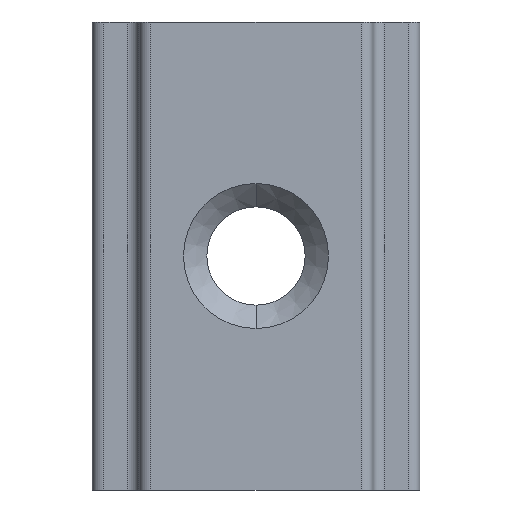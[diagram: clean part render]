
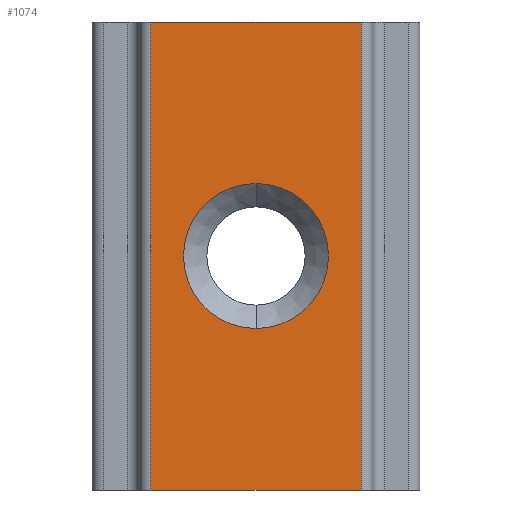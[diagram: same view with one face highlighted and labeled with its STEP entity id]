
A CAD part, front view. The second image highlights one B-rep face of the part: STEP entity #1074.
In plain terms, the highlighted planar face has unit normal (0, -1, 0).
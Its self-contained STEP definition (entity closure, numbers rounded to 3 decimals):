
#19 = VERTEX_POINT ( 'NONE', #895 ) ;
#21 = AXIS2_PLACEMENT_3D ( 'NONE', #119, #633, #699 ) ;
#62 = CARTESIAN_POINT ( 'NONE',  ( 0., 0., 10. ) ) ;
#63 = EDGE_CURVE ( 'NONE', #676, #860, #542, .T. ) ;
#83 = LINE ( 'NONE', #998, #95 ) ;
#95 = VECTOR ( 'NONE', #1103, 1000. ) ;
#109 = LINE ( 'NONE', #576, #1011 ) ;
#119 = CARTESIAN_POINT ( 'NONE',  ( -5., 0., 20. ) ) ;
#190 = ORIENTED_EDGE ( 'NONE', *, *, #990, .T. ) ;
#200 = EDGE_CURVE ( 'NONE', #860, #676, #1240, .T. ) ;
#209 = DIRECTION ( 'NONE',  ( 0., 0., 1. ) ) ;
#233 = VECTOR ( 'NONE', #209, 1000. ) ;
#236 = ORIENTED_EDGE ( 'NONE', *, *, #934, .T. ) ;
#239 = AXIS2_PLACEMENT_3D ( 'NONE', #62, #543, #733 ) ;
#260 = ORIENTED_EDGE ( 'NONE', *, *, #63, .T. ) ;
#297 = PLANE ( 'NONE',  #21 ) ;
#313 = DIRECTION ( 'NONE',  ( 0., 0., 1. ) ) ;
#368 = VERTEX_POINT ( 'NONE', #692 ) ;
#397 = ORIENTED_EDGE ( 'NONE', *, *, #474, .F. ) ;
#430 = ORIENTED_EDGE ( 'NONE', *, *, #200, .T. ) ;
#455 = FACE_OUTER_BOUND ( 'NONE', #846, .T. ) ;
#474 = EDGE_CURVE ( 'NONE', #709, #368, #83, .T. ) ;
#532 = EDGE_CURVE ( 'NONE', #709, #665, #981, .T. ) ;
#542 = CIRCLE ( 'NONE', #883, 3.1 ) ;
#543 = DIRECTION ( 'NONE',  ( 0., 1., 0. ) ) ;
#555 = CARTESIAN_POINT ( 'NONE',  ( -4.5, 0., 20. ) ) ;
#576 = CARTESIAN_POINT ( 'NONE',  ( -5., 0., 0. ) ) ;
#631 = CARTESIAN_POINT ( 'NONE',  ( -4.5, 0., 0. ) ) ;
#633 = DIRECTION ( 'NONE',  ( 0., 1., 0. ) ) ;
#665 = VERTEX_POINT ( 'NONE', #631 ) ;
#676 = VERTEX_POINT ( 'NONE', #1107 ) ;
#692 = CARTESIAN_POINT ( 'NONE',  ( 4.5, 0., 20. ) ) ;
#699 = DIRECTION ( 'NONE',  ( 0., 0., 1. ) ) ;
#702 = CARTESIAN_POINT ( 'NONE',  ( -4.5, 0., 20. ) ) ;
#709 = VERTEX_POINT ( 'NONE', #555 ) ;
#733 = DIRECTION ( 'NONE',  ( 0., 0., 1. ) ) ;
#846 = EDGE_LOOP ( 'NONE', ( #397, #1024, #190, #236 ) ) ;
#860 = VERTEX_POINT ( 'NONE', #1251 ) ;
#883 = AXIS2_PLACEMENT_3D ( 'NONE', #890, #899, #313 ) ;
#890 = CARTESIAN_POINT ( 'NONE',  ( 0., 0., 10. ) ) ;
#895 = CARTESIAN_POINT ( 'NONE',  ( 4.5, 0., 0. ) ) ;
#897 = DIRECTION ( 'NONE',  ( 0., 0., -1. ) ) ;
#899 = DIRECTION ( 'NONE',  ( 0., 1., 0. ) ) ;
#934 = EDGE_CURVE ( 'NONE', #19, #368, #1111, .T. ) ;
#964 = CARTESIAN_POINT ( 'NONE',  ( 4.5, 0., 20. ) ) ;
#981 = LINE ( 'NONE', #702, #1184 ) ;
#990 = EDGE_CURVE ( 'NONE', #665, #19, #109, .T. ) ;
#998 = CARTESIAN_POINT ( 'NONE',  ( -5., 0., 20. ) ) ;
#1011 = VECTOR ( 'NONE', #1089, 1000. ) ;
#1024 = ORIENTED_EDGE ( 'NONE', *, *, #532, .T. ) ;
#1074 = ADVANCED_FACE ( 'NONE', ( #1139, #455 ), #297, .F. ) ;
#1089 = DIRECTION ( 'NONE',  ( 1., 0., 0. ) ) ;
#1103 = DIRECTION ( 'NONE',  ( 1., 0., 0. ) ) ;
#1107 = CARTESIAN_POINT ( 'NONE',  ( 0., 0., 13.1 ) ) ;
#1111 = LINE ( 'NONE', #964, #233 ) ;
#1139 = FACE_BOUND ( 'NONE', #1256, .T. ) ;
#1184 = VECTOR ( 'NONE', #897, 1000. ) ;
#1240 = CIRCLE ( 'NONE', #239, 3.1 ) ;
#1251 = CARTESIAN_POINT ( 'NONE',  ( 0., 0., 6.9 ) ) ;
#1256 = EDGE_LOOP ( 'NONE', ( #430, #260 ) ) ;
